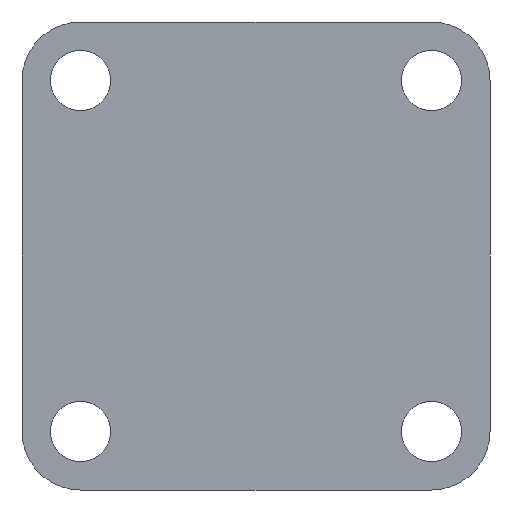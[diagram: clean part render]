
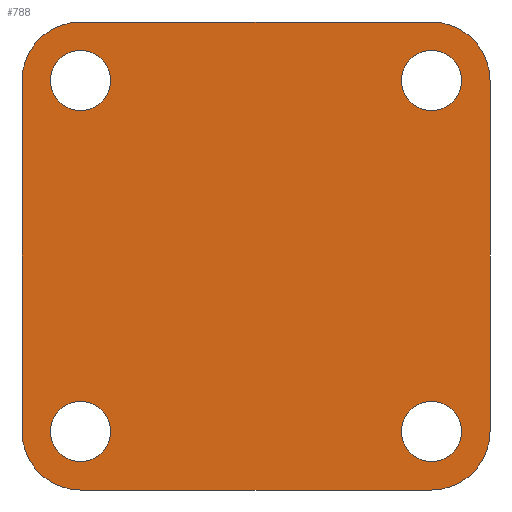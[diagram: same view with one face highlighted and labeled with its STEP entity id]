
A CAD part, front view. The second image highlights one B-rep face of the part: STEP entity #788.
In plain terms, the highlighted planar face has unit normal (0, -1, 0).
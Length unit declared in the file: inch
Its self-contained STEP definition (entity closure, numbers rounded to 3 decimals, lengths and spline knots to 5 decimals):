
#1=DIRECTION('',(-1.,0.,0.));
#2=VECTOR('',#1,0.75);
#3=CARTESIAN_POINT('',(0.,0.,-1.));
#4=LINE('',#3,#2);
#5=CARTESIAN_POINT('',(-0.75,0.,-0.75));
#6=DIRECTION('',(0.,1.,0.));
#7=DIRECTION('',(0.,0.,-1.));
#8=AXIS2_PLACEMENT_3D('',#5,#6,#7);
#10=DIRECTION('',(0.,0.,1.));
#11=VECTOR('',#10,0.75);
#12=CARTESIAN_POINT('',(-1.,0.,-0.75));
#13=LINE('',#12,#11);
#14=DIRECTION('',(0.,0.,1.));
#15=VECTOR('',#14,0.75);
#16=CARTESIAN_POINT('',(-1.,0.,0.));
#17=LINE('',#16,#15);
#18=CARTESIAN_POINT('',(-0.75,0.,0.75));
#19=DIRECTION('',(0.,1.,0.));
#20=DIRECTION('',(-1.,0.,0.));
#21=AXIS2_PLACEMENT_3D('',#18,#19,#20);
#23=DIRECTION('',(1.,0.,0.));
#24=VECTOR('',#23,0.75);
#25=CARTESIAN_POINT('',(-0.75,0.,1.));
#26=LINE('',#25,#24);
#27=DIRECTION('',(1.,0.,0.));
#28=VECTOR('',#27,0.75);
#29=CARTESIAN_POINT('',(0.,0.,1.));
#30=LINE('',#29,#28);
#31=CARTESIAN_POINT('',(0.75,0.,0.75));
#32=DIRECTION('',(0.,1.,0.));
#33=DIRECTION('',(0.,0.,1.));
#34=AXIS2_PLACEMENT_3D('',#31,#32,#33);
#36=DIRECTION('',(0.,0.,-1.));
#37=VECTOR('',#36,0.75);
#38=CARTESIAN_POINT('',(1.,0.,0.75));
#39=LINE('',#38,#37);
#40=DIRECTION('',(0.,0.,-1.));
#41=VECTOR('',#40,0.75);
#42=CARTESIAN_POINT('',(1.,0.,0.));
#43=LINE('',#42,#41);
#44=CARTESIAN_POINT('',(0.75,0.,-0.75));
#45=DIRECTION('',(0.,1.,0.));
#46=DIRECTION('',(1.,0.,0.));
#47=AXIS2_PLACEMENT_3D('',#44,#45,#46);
#49=DIRECTION('',(-1.,0.,0.));
#50=VECTOR('',#49,0.75);
#51=CARTESIAN_POINT('',(0.75,0.,-1.));
#52=LINE('',#51,#50);
#53=CARTESIAN_POINT('',(-0.75,0.,-0.75));
#54=DIRECTION('',(0.,1.,0.));
#55=DIRECTION('',(1.,0.,0.));
#56=AXIS2_PLACEMENT_3D('',#53,#54,#55);
#58=CARTESIAN_POINT('',(-0.75,0.,-0.75));
#59=DIRECTION('',(0.,1.,0.));
#60=DIRECTION('',(-1.,0.,0.));
#61=AXIS2_PLACEMENT_3D('',#58,#59,#60);
#63=CARTESIAN_POINT('',(0.75,0.,-0.75));
#64=DIRECTION('',(0.,1.,0.));
#65=DIRECTION('',(1.,0.,0.));
#66=AXIS2_PLACEMENT_3D('',#63,#64,#65);
#68=CARTESIAN_POINT('',(0.75,0.,-0.75));
#69=DIRECTION('',(0.,1.,0.));
#70=DIRECTION('',(-1.,0.,0.));
#71=AXIS2_PLACEMENT_3D('',#68,#69,#70);
#73=CARTESIAN_POINT('',(-0.75,0.,0.75));
#74=DIRECTION('',(0.,-1.,0.));
#75=DIRECTION('',(1.,0.,0.));
#76=AXIS2_PLACEMENT_3D('',#73,#74,#75);
#78=CARTESIAN_POINT('',(-0.75,0.,0.75));
#79=DIRECTION('',(0.,-1.,0.));
#80=DIRECTION('',(-1.,0.,0.));
#81=AXIS2_PLACEMENT_3D('',#78,#79,#80);
#83=CARTESIAN_POINT('',(0.75,0.,0.75));
#84=DIRECTION('',(0.,-1.,0.));
#85=DIRECTION('',(1.,0.,0.));
#86=AXIS2_PLACEMENT_3D('',#83,#84,#85);
#88=CARTESIAN_POINT('',(0.75,0.,0.75));
#89=DIRECTION('',(0.,-1.,0.));
#90=DIRECTION('',(-1.,0.,0.));
#91=AXIS2_PLACEMENT_3D('',#88,#89,#90);
#581=CARTESIAN_POINT('',(0.,0.,-1.));
#582=CARTESIAN_POINT('',(-0.75,0.,-1.));
#583=VERTEX_POINT('',#581);
#584=VERTEX_POINT('',#582);
#585=CARTESIAN_POINT('',(-1.,0.,-0.75));
#586=VERTEX_POINT('',#585);
#587=CARTESIAN_POINT('',(-1.,0.,0.));
#588=VERTEX_POINT('',#587);
#589=CARTESIAN_POINT('',(-1.,0.,0.75));
#590=VERTEX_POINT('',#589);
#591=CARTESIAN_POINT('',(-0.75,0.,1.));
#592=VERTEX_POINT('',#591);
#593=CARTESIAN_POINT('',(0.,0.,1.));
#594=VERTEX_POINT('',#593);
#595=CARTESIAN_POINT('',(0.75,0.,1.));
#596=VERTEX_POINT('',#595);
#597=CARTESIAN_POINT('',(1.,0.,0.75));
#598=VERTEX_POINT('',#597);
#599=CARTESIAN_POINT('',(1.,0.,0.));
#600=VERTEX_POINT('',#599);
#601=CARTESIAN_POINT('',(1.,0.,-0.75));
#602=VERTEX_POINT('',#601);
#603=CARTESIAN_POINT('',(0.75,0.,-1.));
#604=VERTEX_POINT('',#603);
#645=CARTESIAN_POINT('',(-0.6215,0.,-0.75));
#646=CARTESIAN_POINT('',(-0.8785,0.,-0.75));
#647=VERTEX_POINT('',#645);
#648=VERTEX_POINT('',#646);
#653=CARTESIAN_POINT('',(0.8785,0.,-0.75));
#654=CARTESIAN_POINT('',(0.6215,0.,-0.75));
#655=VERTEX_POINT('',#653);
#656=VERTEX_POINT('',#654);
#677=CARTESIAN_POINT('',(-0.6215,0.,0.75));
#679=VERTEX_POINT('',#677);
#681=CARTESIAN_POINT('',(-0.8785,0.,0.75));
#683=VERTEX_POINT('',#681);
#685=CARTESIAN_POINT('',(0.8785,0.,0.75));
#687=VERTEX_POINT('',#685);
#689=CARTESIAN_POINT('',(0.6215,0.,0.75));
#691=VERTEX_POINT('',#689);
#733=CARTESIAN_POINT('',(0.,0.,0.));
#734=DIRECTION('',(0.,1.,0.));
#735=DIRECTION('',(1.,0.,0.));
#736=AXIS2_PLACEMENT_3D('',#733,#734,#735);
#737=PLANE('',#736);
#739=ORIENTED_EDGE('',*,*,#738,.T.);
#741=ORIENTED_EDGE('',*,*,#740,.T.);
#743=ORIENTED_EDGE('',*,*,#742,.T.);
#745=ORIENTED_EDGE('',*,*,#744,.T.);
#747=ORIENTED_EDGE('',*,*,#746,.T.);
#749=ORIENTED_EDGE('',*,*,#748,.T.);
#751=ORIENTED_EDGE('',*,*,#750,.T.);
#753=ORIENTED_EDGE('',*,*,#752,.T.);
#755=ORIENTED_EDGE('',*,*,#754,.T.);
#757=ORIENTED_EDGE('',*,*,#756,.T.);
#759=ORIENTED_EDGE('',*,*,#758,.T.);
#761=ORIENTED_EDGE('',*,*,#760,.T.);
#762=EDGE_LOOP('',(#739,#741,#743,#745,#747,#749,#751,#753,#755,#757,#759,
#761));
#763=FACE_OUTER_BOUND('',#762,.F.);
#765=ORIENTED_EDGE('',*,*,#764,.F.);
#767=ORIENTED_EDGE('',*,*,#766,.F.);
#768=EDGE_LOOP('',(#765,#767));
#769=FACE_BOUND('',#768,.F.);
#771=ORIENTED_EDGE('',*,*,#770,.F.);
#773=ORIENTED_EDGE('',*,*,#772,.F.);
#774=EDGE_LOOP('',(#771,#773));
#775=FACE_BOUND('',#774,.F.);
#777=ORIENTED_EDGE('',*,*,#776,.T.);
#779=ORIENTED_EDGE('',*,*,#778,.T.);
#780=EDGE_LOOP('',(#777,#779));
#781=FACE_BOUND('',#780,.F.);
#783=ORIENTED_EDGE('',*,*,#782,.T.);
#785=ORIENTED_EDGE('',*,*,#784,.T.);
#786=EDGE_LOOP('',(#783,#785));
#787=FACE_BOUND('',#786,.F.);
#788=ADVANCED_FACE('',(#763,#769,#775,#781,#787),#737,.F.);
#9=CIRCLE('',#8,0.25);
#22=CIRCLE('',#21,0.25);
#35=CIRCLE('',#34,0.25);
#48=CIRCLE('',#47,0.25);
#57=CIRCLE('',#56,0.1285);
#62=CIRCLE('',#61,0.1285);
#67=CIRCLE('',#66,0.1285);
#72=CIRCLE('',#71,0.1285);
#77=CIRCLE('',#76,0.1285);
#82=CIRCLE('',#81,0.1285);
#87=CIRCLE('',#86,0.1285);
#92=CIRCLE('',#91,0.1285);
#738=EDGE_CURVE('',#583,#584,#4,.T.);
#740=EDGE_CURVE('',#584,#586,#9,.T.);
#742=EDGE_CURVE('',#586,#588,#13,.T.);
#744=EDGE_CURVE('',#588,#590,#17,.T.);
#746=EDGE_CURVE('',#590,#592,#22,.T.);
#748=EDGE_CURVE('',#592,#594,#26,.T.);
#750=EDGE_CURVE('',#594,#596,#30,.T.);
#752=EDGE_CURVE('',#596,#598,#35,.T.);
#754=EDGE_CURVE('',#598,#600,#39,.T.);
#756=EDGE_CURVE('',#600,#602,#43,.T.);
#758=EDGE_CURVE('',#602,#604,#48,.T.);
#760=EDGE_CURVE('',#604,#583,#52,.T.);
#764=EDGE_CURVE('',#647,#648,#57,.T.);
#766=EDGE_CURVE('',#648,#647,#62,.T.);
#770=EDGE_CURVE('',#655,#656,#67,.T.);
#772=EDGE_CURVE('',#656,#655,#72,.T.);
#776=EDGE_CURVE('',#679,#683,#77,.T.);
#778=EDGE_CURVE('',#683,#679,#82,.T.);
#782=EDGE_CURVE('',#687,#691,#87,.T.);
#784=EDGE_CURVE('',#691,#687,#92,.T.);
